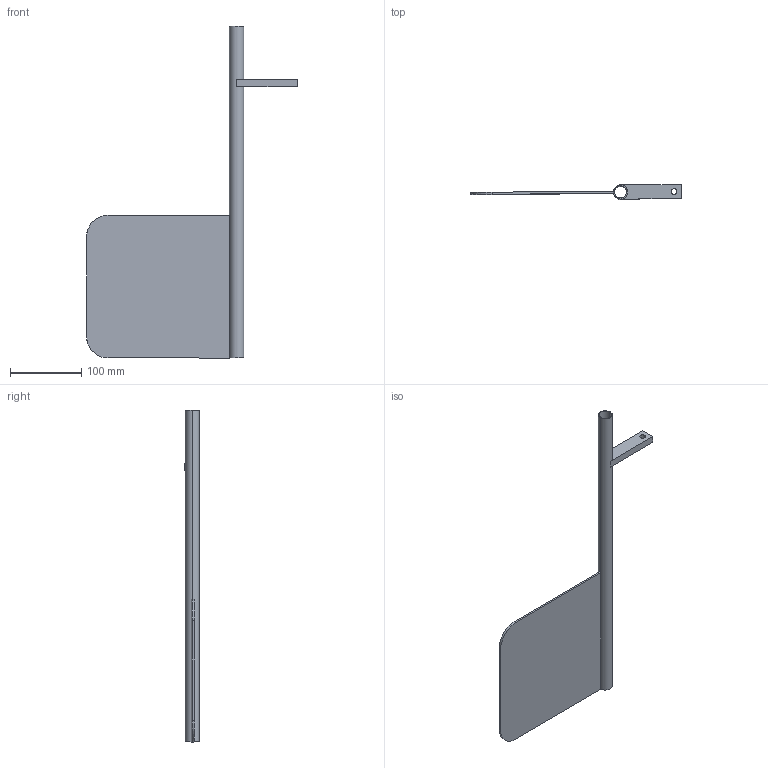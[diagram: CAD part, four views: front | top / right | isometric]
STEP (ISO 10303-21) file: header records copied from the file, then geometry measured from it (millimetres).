
FILE_DESCRIPTION (( 'STEP AP214' ), '1' );
FILE_NAME ('Ensemble safran.STEP', '2019-10-20T13:11:58', ( 'Olivier' ), ( 'Microsoft' ), 'SwSTEP 2.0', 'SolidWorks 2010', '' );
FILE_SCHEMA (( 'AUTOMOTIVE_DESIGN' ));
Length unit declared in the file: millimetre
Products named in the file (4): Tube 20x1.5; safran; biellette 20x10; Ensemble safran
Assembly tree (3 placements, depth 2):
  Ensemble safran
    safran
    Tube 20x1.5
    biellette 20x10
Bounding box: 295.09 x 20.7 x 465 mm (x, y, z)
Volume: 174306 mm3; surface area: 141226.4 mm2
Topology: 3 solids, 3 shells, 22 faces, 48 edges, 32 vertices
Faces by surface type: plane 13, cylinder 9
Entity records: 772 total; most frequent: DIRECTION 122, CARTESIAN_POINT 108, ORIENTED_EDGE 96, EDGE_CURVE 48, AXIS2_PLACEMENT_3D 46, VERTEX_POINT 32, LINE 30, VECTOR 30
